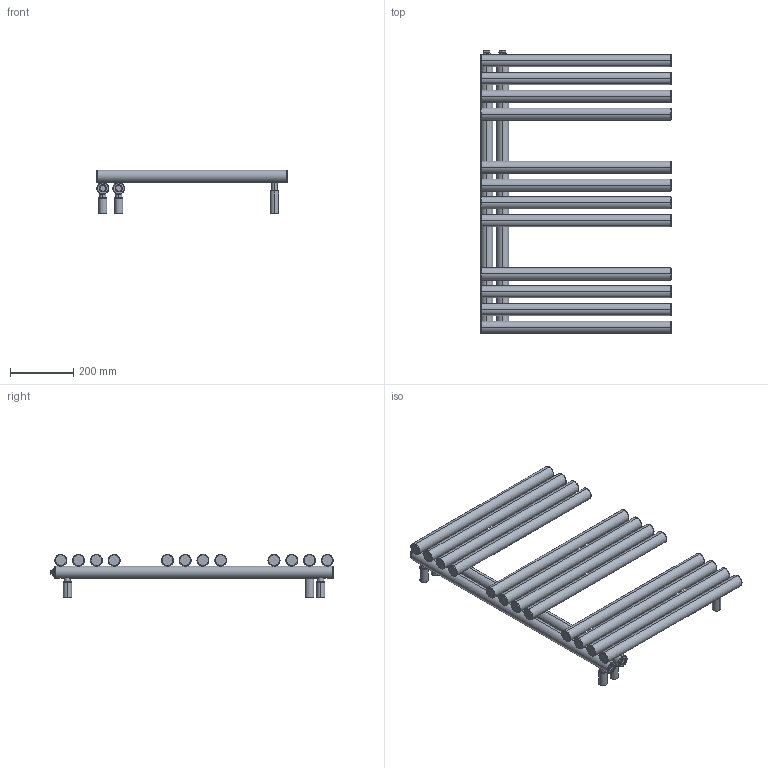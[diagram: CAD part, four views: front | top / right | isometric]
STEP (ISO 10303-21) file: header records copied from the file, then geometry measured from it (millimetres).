
FILE_DESCRIPTION((''),'2;1');
FILE_NAME('3551780400124_3D_SITO_ASM','2022-10-28T14:44:49',('PC132'),(''),'CREO PARAMETRIC BY PTC INC, 2022124','CREO PARAMETRIC BY PTC INC, 2022124','');
FILE_SCHEMA(('AUTOMOTIVE_DESIGN { 1 0 10303 214 1 1 1 1 }'));
Length unit declared in the file: millimetre
Products named in the file (3): 3551780400124_3D_SITO; 1041001240013; 3551780400124_3D_SITO_ASM
Assembly tree (3 placements, depth 2):
  3551780400124_3D_SITO_ASM
    3551780400124_3D_SITO
    1041001240013  x2
Bounding box: 600 x 891 x 137 mm (x, y, z)
Volume: 10326915.3 mm3; surface area: 1132941.3 mm2
Topology: 16 solids, 18 shells, 406 faces, 869 edges, 510 vertices
Faces by surface type: cylinder 128, torus 124, plane 110, bspline 20, cone 16, sphere 8
Entity records: 14491 total; most frequent: CARTESIAN_POINT 3153, DIRECTION 1600, ORIENTED_EDGE 1168, PRESENTATION_STYLE_ASSIGNMENT 708, AXIS2_PLACEMENT_3D 699, STYLED_ITEM 639, CURVE_STYLE 624, EDGE_CURVE 584
